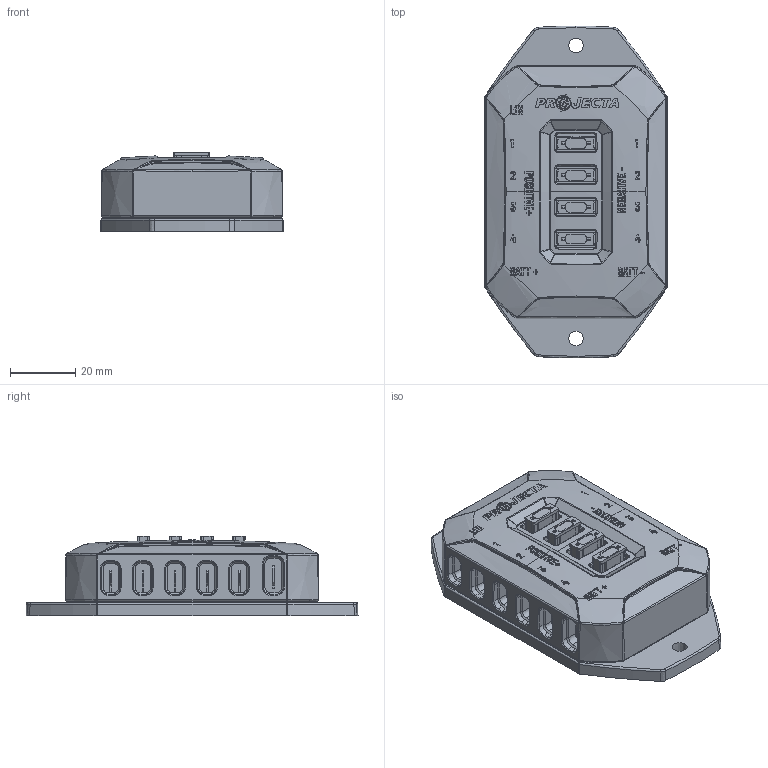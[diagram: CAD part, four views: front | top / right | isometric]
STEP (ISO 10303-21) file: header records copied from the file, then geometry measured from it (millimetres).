
FILE_DESCRIPTION (( 'STEP AP203' ), '1' );
FILE_NAME ('MCR ASSY 30072024-25update-customercad.STEP', '2025-03-18T06:05:51', ( '' ), ( '' ), 'SwSTEP 2.0', 'SolidWorks 2022', '' );
FILE_SCHEMA (( 'CONFIG_CONTROL_DESIGN' ));
Length unit declared in the file: millimetre
Products named in the file (1): MCR ASSY 30072024-25update-customercad
Bounding box: 56.07 x 101.97 x 24.45 mm (x, y, z)
Volume: 85514.8 mm3; surface area: 26862.9 mm2
Topology: 9 solids, 9 shells, 3497 faces, 9558 edges, 6187 vertices
Faces by surface type: plane 1485, bspline 1116, cylinder 677, cone 126, torus 83, sphere 10
Entity records: 151704 total; most frequent: CARTESIAN_POINT 73636, ORIENTED_EDGE 19084, DIRECTION 11973, EDGE_CURVE 9542, VERTEX_POINT 6183, LINE 4685, VECTOR 4685, EDGE_LOOP 3651
